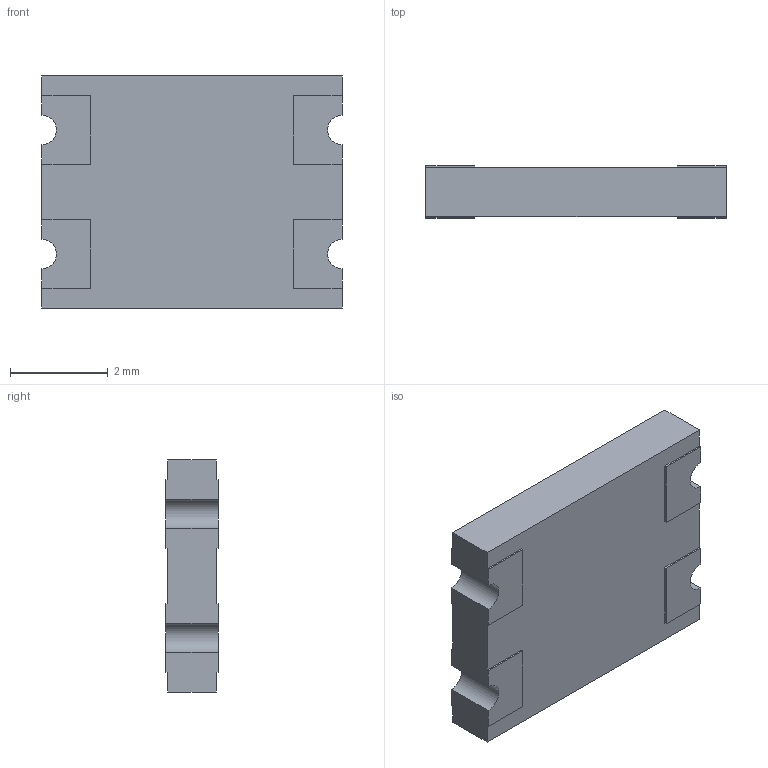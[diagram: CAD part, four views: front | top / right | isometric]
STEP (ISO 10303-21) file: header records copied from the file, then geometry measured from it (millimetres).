
FILE_DESCRIPTION (( 'STEP AP214' ), '1' );
FILE_NAME ('CD-HD0x_3d.STEP', '2023-02-26T12:49:03', ( '' ), ( '' ), 'SwSTEP 2.0', 'SolidWorks 2022', '' );
FILE_SCHEMA (( 'AUTOMOTIVE_DESIGN' ));
Length unit declared in the file: inch
Products named in the file (2): CD-HD0x_3d_2; CD-HD0x_3d
Assembly tree (1 placements, depth 2):
  CD-HD0x_3d
    CD-HD0x_3d_2
Bounding box: 6.15 x 1.07 x 4.75 mm (x, y, z)
Volume: 29 mm3; surface area: 81.9 mm2
Topology: 1 solids, 1 shells, 46 faces, 132 edges, 88 vertices
Faces by surface type: plane 42, cylinder 4
Entity records: 1688 total; most frequent: CARTESIAN_POINT 270, ORIENTED_EDGE 264, DIRECTION 240, EDGE_CURVE 132, VECTOR 124, LINE 124, VERTEX_POINT 88, AXIS2_PLACEMENT_3D 58
